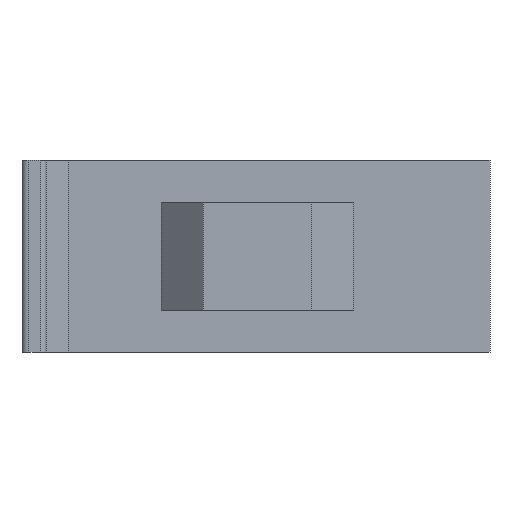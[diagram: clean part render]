
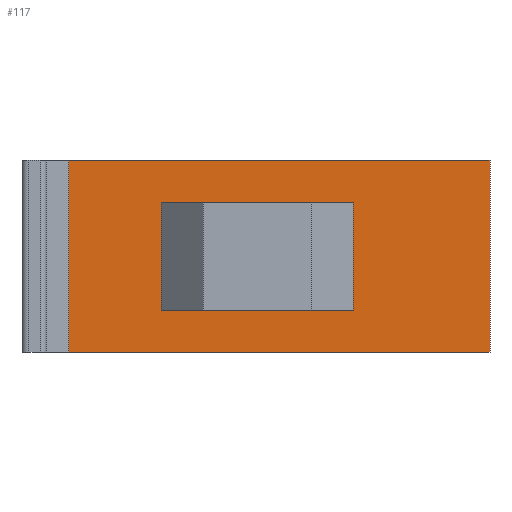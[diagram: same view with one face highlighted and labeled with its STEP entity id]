
A CAD part, front view. The second image highlights one B-rep face of the part: STEP entity #117.
In plain terms, the highlighted planar face has unit normal (0, -1, 0).
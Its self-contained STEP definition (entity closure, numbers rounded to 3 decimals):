
#117 = ADVANCED_FACE( '', ( #264, #265 ), #266, .F. );
#264 = FACE_OUTER_BOUND( '', #440, .T. );
#265 = FACE_BOUND( '', #441, .T. );
#266 = PLANE( '', #442 );
#440 = EDGE_LOOP( '', ( #743, #744, #745, #746 ) );
#441 = EDGE_LOOP( '', ( #747, #748, #749, #750, #751, #752 ) );
#442 = AXIS2_PLACEMENT_3D( '', #753, #754, #755 );
#743 = ORIENTED_EDGE( '', *, *, #1201, .T. );
#744 = ORIENTED_EDGE( '', *, *, #1202, .F. );
#745 = ORIENTED_EDGE( '', *, *, #1092, .F. );
#746 = ORIENTED_EDGE( '', *, *, #1149, .T. );
#747 = ORIENTED_EDGE( '', *, *, #1203, .T. );
#748 = ORIENTED_EDGE( '', *, *, #1204, .T. );
#749 = ORIENTED_EDGE( '', *, *, #1205, .T. );
#750 = ORIENTED_EDGE( '', *, *, #1198, .T. );
#751 = ORIENTED_EDGE( '', *, *, #1132, .T. );
#752 = ORIENTED_EDGE( '', *, *, #1206, .T. );
#753 = CARTESIAN_POINT( '', ( -15.7, 0., 8. ) );
#754 = DIRECTION( '', ( 0., 1., 0. ) );
#755 = DIRECTION( '', ( 0., 0., 1. ) );
#1092 = EDGE_CURVE( '', #1307, #1309, #1310, .T. );
#1132 = EDGE_CURVE( '', #1384, #1382, #1385, .T. );
#1149 = EDGE_CURVE( '', #1307, #1408, #1410, .T. );
#1198 = EDGE_CURVE( '', #1478, #1384, #1488, .T. );
#1201 = EDGE_CURVE( '', #1408, #1491, #1492, .T. );
#1202 = EDGE_CURVE( '', #1309, #1491, #1493, .T. );
#1203 = EDGE_CURVE( '', #1494, #1495, #1496, .T. );
#1204 = EDGE_CURVE( '', #1495, #1497, #1498, .T. );
#1205 = EDGE_CURVE( '', #1497, #1478, #1499, .T. );
#1206 = EDGE_CURVE( '', #1382, #1494, #1500, .T. );
#1307 = VERTEX_POINT( '', #1628 );
#1309 = VERTEX_POINT( '', #1631 );
#1310 = LINE( '', #1632, #1633 );
#1382 = VERTEX_POINT( '', #1730 );
#1384 = VERTEX_POINT( '', #1733 );
#1385 = CIRCLE( '', #1734, 5. );
#1408 = VERTEX_POINT( '', #1767 );
#1410 = LINE( '', #1770, #1771 );
#1478 = VERTEX_POINT( '', #1868 );
#1488 = LINE( '', #1884, #1885 );
#1491 = VERTEX_POINT( '', #1888 );
#1492 = LINE( '', #1889, #1890 );
#1493 = LINE( '', #1891, #1892 );
#1494 = VERTEX_POINT( '', #1893 );
#1495 = VERTEX_POINT( '', #1894 );
#1496 = LINE( '', #1895, #1896 );
#1497 = VERTEX_POINT( '', #1897 );
#1498 = CIRCLE( '', #1898, 5. );
#1499 = LINE( '', #1899, #1900 );
#1500 = LINE( '', #1901, #1902 );
#1628 = CARTESIAN_POINT( '', ( -15.7, 0., 8. ) );
#1631 = CARTESIAN_POINT( '', ( 19.4, 0., 8. ) );
#1632 = CARTESIAN_POINT( '', ( -15.7, 0., 8. ) );
#1633 = VECTOR( '', #2074, 1000. );
#1730 = CARTESIAN_POINT( '', ( 5., 0., -0.5 ) );
#1733 = CARTESIAN_POINT( '', ( 0., 0., 4.5 ) );
#1734 = AXIS2_PLACEMENT_3D( '', #2131, #2132, #2133 );
#1767 = CARTESIAN_POINT( '', ( -15.7, 0., -8. ) );
#1770 = CARTESIAN_POINT( '', ( -15.7, 0., 8. ) );
#1771 = VECTOR( '', #2148, 1000. );
#1868 = CARTESIAN_POINT( '', ( -5., 0., 4.5 ) );
#1884 = CARTESIAN_POINT( '', ( -5., 0., 4.5 ) );
#1885 = VECTOR( '', #2193, 1000. );
#1888 = CARTESIAN_POINT( '', ( 19.4, 0., -8. ) );
#1889 = CARTESIAN_POINT( '', ( -15.7, 0., -8. ) );
#1890 = VECTOR( '', #2194, 1000. );
#1891 = CARTESIAN_POINT( '', ( 19.4, 0., 8. ) );
#1892 = VECTOR( '', #2195, 1000. );
#1893 = CARTESIAN_POINT( '', ( 5., 0., -4.5 ) );
#1894 = CARTESIAN_POINT( '', ( 0., 0., -4.5 ) );
#1895 = CARTESIAN_POINT( '', ( 5., 0., -4.5 ) );
#1896 = VECTOR( '', #2196, 1000. );
#1897 = CARTESIAN_POINT( '', ( -5., 0., 0.5 ) );
#1898 = AXIS2_PLACEMENT_3D( '', #2197, #2198, #2199 );
#1899 = CARTESIAN_POINT( '', ( -5., 0., 0.5 ) );
#1900 = VECTOR( '', #2200, 1000. );
#1901 = CARTESIAN_POINT( '', ( 5., 0., -0.5 ) );
#1902 = VECTOR( '', #2201, 1000. );
#2074 = DIRECTION( '', ( 1., 0., 0. ) );
#2131 = CARTESIAN_POINT( '', ( 0., 0., -0.5 ) );
#2132 = DIRECTION( '', ( 0., 1., 0. ) );
#2133 = DIRECTION( '', ( 1., 0., 0. ) );
#2148 = DIRECTION( '', ( 0., 0., -1. ) );
#2193 = DIRECTION( '', ( 1., 0., 0. ) );
#2194 = DIRECTION( '', ( 1., 0., 0. ) );
#2195 = DIRECTION( '', ( 0., 0., -1. ) );
#2196 = DIRECTION( '', ( -1., 0., 0. ) );
#2197 = CARTESIAN_POINT( '', ( 0., 0., 0.5 ) );
#2198 = DIRECTION( '', ( 0., 1., 0. ) );
#2199 = DIRECTION( '', ( 1., 0., 0. ) );
#2200 = DIRECTION( '', ( 0., 0., 1. ) );
#2201 = DIRECTION( '', ( 0., 0., -1. ) );
